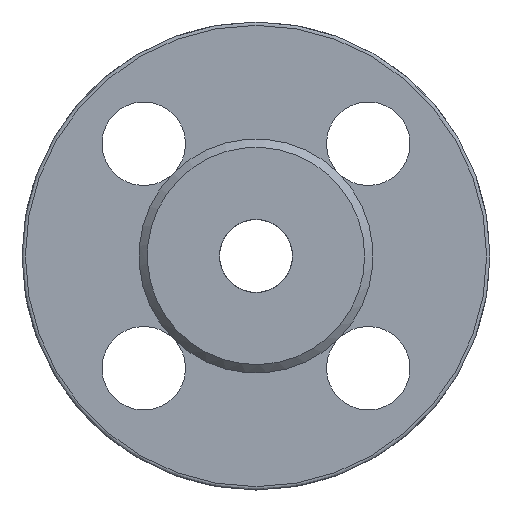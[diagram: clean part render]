
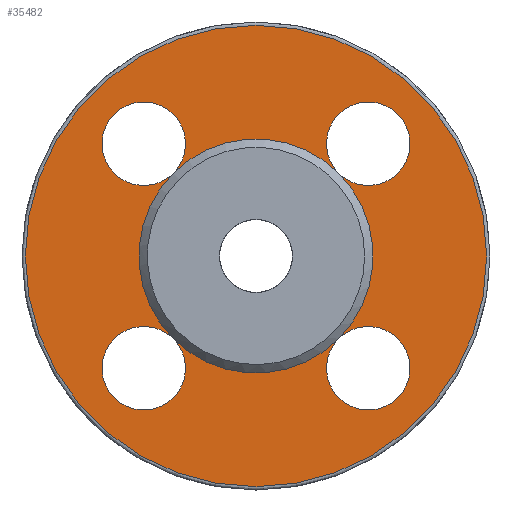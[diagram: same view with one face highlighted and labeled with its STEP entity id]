
A CAD part, front view. The second image highlights one B-rep face of the part: STEP entity #35482.
In plain terms, the highlighted free-form (B-spline) face has degree [1, 1] with [2, 2] control points.
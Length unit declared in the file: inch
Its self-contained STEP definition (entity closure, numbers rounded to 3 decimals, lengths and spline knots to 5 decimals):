
#34912=CARTESIAN_POINT('',(-116.95911,54.5432,13.91224));
#34913=VERTEX_POINT('',#34912);
#34914=CARTESIAN_POINT('',(-117.18008,54.32222,13.91224));
#34915=DIRECTION('',(0.,0.,-1.0));
#34916=DIRECTION('',(0.707,-0.707,0.));
#34917=AXIS2_PLACEMENT_3D('',#34914,#34915,#34916);
#34918=CIRCLE('',#34917,0.3125);
#34919=EDGE_CURVE('',#34913,#34913,#34918,.T.);
#34940=CARTESIAN_POINT('',(-115.72168,54.5432,13.91224));
#34941=VERTEX_POINT('',#34940);
#34942=CARTESIAN_POINT('',(-115.50071,54.32222,13.91224));
#34943=DIRECTION('',(0.,0.,-1.0));
#34944=DIRECTION('',(0.707,-0.707,0.));
#34945=AXIS2_PLACEMENT_3D('',#34942,#34943,#34944);
#34946=CIRCLE('',#34945,0.3125);
#34947=EDGE_CURVE('',#34941,#34941,#34946,.T.);
#34989=CARTESIAN_POINT('',(-115.72168,55.78063,13.91224));
#34990=VERTEX_POINT('',#34989);
#34991=CARTESIAN_POINT('',(-116.34039,55.16191,13.91224));
#34992=DIRECTION('',(0.0,0.0,1.0));
#34993=DIRECTION('',(1.0,0.0,0.0));
#34994=AXIS2_PLACEMENT_3D('',#34991,#34992,#34993);
#34995=CIRCLE('',#34994,0.875);
#34996=EDGE_CURVE('',#34941,#34990,#34995,.T.);
#34998=CARTESIAN_POINT('',(-116.95911,55.78063,13.91224));
#34999=VERTEX_POINT('',#34998);
#35000=CARTESIAN_POINT('',(-116.34039,55.16191,13.91224));
#35001=DIRECTION('',(0.0,0.0,1.0));
#35002=DIRECTION('',(1.0,0.0,0.0));
#35003=AXIS2_PLACEMENT_3D('',#35000,#35001,#35002);
#35004=CIRCLE('',#35003,0.875);
#35005=EDGE_CURVE('',#34990,#34999,#35004,.T.);
#35007=CARTESIAN_POINT('',(-116.34039,55.16191,13.91224));
#35008=DIRECTION('',(0.0,0.0,-1.0));
#35009=DIRECTION('',(1.0,0.0,0.0));
#35010=AXIS2_PLACEMENT_3D('',#35007,#35008,#35009);
#35011=CIRCLE('',#35010,0.875);
#35012=EDGE_CURVE('',#34913,#34999,#35011,.T.);
#35014=CARTESIAN_POINT('',(-116.34039,55.16191,13.91224));
#35015=DIRECTION('',(0.0,0.0,-1.0));
#35016=DIRECTION('',(1.0,0.0,0.0));
#35017=AXIS2_PLACEMENT_3D('',#35014,#35015,#35016);
#35018=CIRCLE('',#35017,0.875);
#35019=EDGE_CURVE('',#34941,#34913,#35018,.T.);
#35197=CARTESIAN_POINT('',(-117.18008,56.0016,13.91224));
#35198=DIRECTION('',(0.,0.,1.));
#35199=DIRECTION('',(0.707,0.707,0.));
#35200=AXIS2_PLACEMENT_3D('',#35197,#35198,#35199);
#35201=CIRCLE('',#35200,0.3125);
#35202=EDGE_CURVE('',#34999,#34999,#35201,.T.);
#35236=CARTESIAN_POINT('',(-115.50071,56.0016,13.91224));
#35237=DIRECTION('',(0.,0.,1.));
#35238=DIRECTION('',(0.707,0.707,0.));
#35239=AXIS2_PLACEMENT_3D('',#35236,#35237,#35238);
#35240=CIRCLE('',#35239,0.3125);
#35241=EDGE_CURVE('',#34990,#34990,#35240,.T.);
#35449=CARTESIAN_POINT('',(-114.61539,55.16191,13.91224));
#35450=VERTEX_POINT('',#35449);
#35451=CARTESIAN_POINT('',(-116.34039,55.16191,13.91224));
#35452=DIRECTION('',(0.0,0.0,1.0));
#35453=DIRECTION('',(0.0,1.0,0.0));
#35454=AXIS2_PLACEMENT_3D('',#35451,#35452,#35453);
#35455=CIRCLE('',#35454,1.725);
#35456=EDGE_CURVE('',#35450,#35450,#35455,.T.);
#35464=CARTESIAN_POINT('',(-112.89039,55.16191,13.91224));
#35465=CARTESIAN_POINT('',(-116.34039,58.61191,13.91224));
#35466=CARTESIAN_POINT('',(-116.34039,51.71191,13.91224));
#35467=CARTESIAN_POINT('',(-119.79039,55.16191,13.91224));
#35468=B_SPLINE_SURFACE_WITH_KNOTS('',1,1,((#35464,#35466),(#35465,#35467)),.UNSPECIFIED.,.F.,.F.,.U.,(2,2),(2,2),(0.0,4.87904),(0.0,4.87904),.UNSPECIFIED.);
#35469=ORIENTED_EDGE('',*,*,#35456,.T.);
#35470=EDGE_LOOP('',(#35469));
#35471=FACE_OUTER_BOUND('',#35470,.T.);
#35472=ORIENTED_EDGE('',*,*,#34996,.F.);
#35473=ORIENTED_EDGE('',*,*,#34947,.T.);
#35474=ORIENTED_EDGE('',*,*,#35019,.T.);
#35475=ORIENTED_EDGE('',*,*,#34919,.T.);
#35476=ORIENTED_EDGE('',*,*,#35012,.T.);
#35477=ORIENTED_EDGE('',*,*,#35202,.F.);
#35478=ORIENTED_EDGE('',*,*,#35005,.F.);
#35479=ORIENTED_EDGE('',*,*,#35241,.F.);
#35480=EDGE_LOOP('',(#35472,#35473,#35474,#35475,#35476,#35477,#35478,#35479));
#35481=FACE_BOUND('',#35480,.T.);
#35482=ADVANCED_FACE('',(#35471,#35481),#35468,.T.);
